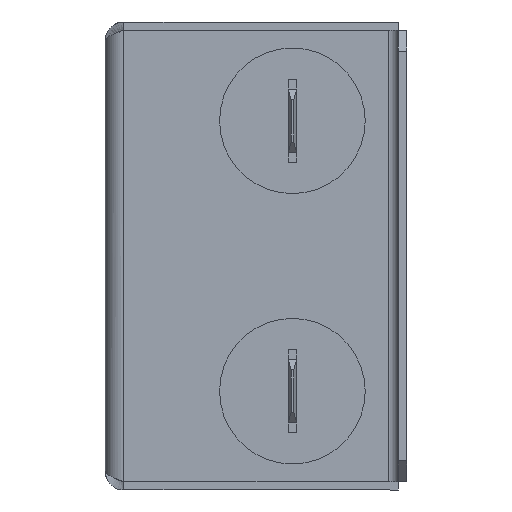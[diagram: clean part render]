
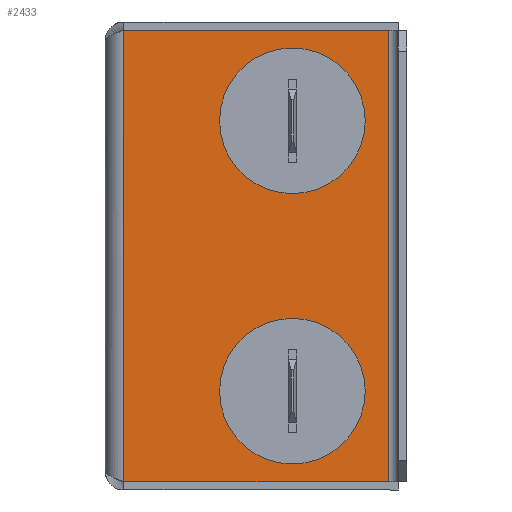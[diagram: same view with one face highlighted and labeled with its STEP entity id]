
A CAD part, left-side view. The second image highlights one B-rep face of the part: STEP entity #2433.
In plain terms, the highlighted planar face has unit normal (-1, 0, 0).
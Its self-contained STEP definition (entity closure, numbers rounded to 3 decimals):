
#76 = ORIENTED_EDGE ( 'NONE', *, *, #3921, .F. ) ;
#226 = CARTESIAN_POINT ( 'NONE',  ( -25., -18., 20. ) ) ;
#246 = CARTESIAN_POINT ( 'NONE',  ( -25., -27.2, -21.699 ) ) ;
#409 = CIRCLE ( 'NONE', #3125, 7. ) ;
#470 = CARTESIAN_POINT ( 'NONE',  ( -25., 0., 21.699 ) ) ;
#479 = DIRECTION ( 'NONE',  ( 0., -1., 0. ) ) ;
#490 = FACE_BOUND ( 'NONE', #3724, .T. ) ;
#549 = CARTESIAN_POINT ( 'NONE',  ( -25., -18., -13. ) ) ;
#550 = VERTEX_POINT ( 'NONE', #226 ) ;
#583 = VERTEX_POINT ( 'NONE', #246 ) ;
#594 = CARTESIAN_POINT ( 'NONE',  ( -25., -18., 6. ) ) ;
#625 = DIRECTION ( 'NONE',  ( 0., 0., -1. ) ) ;
#736 = ORIENTED_EDGE ( 'NONE', *, *, #2788, .F. ) ;
#738 = AXIS2_PLACEMENT_3D ( 'NONE', #4758, #2836, #2114 ) ;
#899 = VERTEX_POINT ( 'NONE', #2315 ) ;
#950 = DIRECTION ( 'NONE',  ( -1., 0., 0. ) ) ;
#1187 = EDGE_CURVE ( 'Defeature ausgef�hrt2_8+Defeature ausgef�hrt2_18+Defeature ausgef�hrt2_7+Defeature ausgef�hrt2_10', #3295, #899, #2096, .T. ) ;
#1221 = DIRECTION ( 'NONE',  ( 0., 1., 0. ) ) ;
#1338 = VERTEX_POINT ( 'NONE', #3120 ) ;
#1361 = LINE ( 'NONE', #4457, #1945 ) ;
#1397 = DIRECTION ( 'NONE',  ( -1., 0., 0. ) ) ;
#1408 = CIRCLE ( 'NONE', #1789, 7. ) ;
#1412 = ORIENTED_EDGE ( 'NONE', *, *, #4927, .F. ) ;
#1512 = CARTESIAN_POINT ( 'NONE',  ( -25., -1.8, 0. ) ) ;
#1610 = CARTESIAN_POINT ( 'NONE',  ( -25., -18., -13. ) ) ;
#1612 = EDGE_LOOP ( 'NONE', ( #2066, #4162 ) ) ;
#1627 = DIRECTION ( 'NONE',  ( 0., 0., -1. ) ) ;
#1703 = VERTEX_POINT ( 'NONE', #594 ) ;
#1782 = VECTOR ( 'NONE', #4278, 1000. ) ;
#1789 = AXIS2_PLACEMENT_3D ( 'NONE', #1610, #4320, #479 ) ;
#1810 = DIRECTION ( 'NONE',  ( 0., -1., 0. ) ) ;
#1945 = VECTOR ( 'NONE', #625, 1000. ) ;
#2066 = ORIENTED_EDGE ( 'NONE', *, *, #4255, .F. ) ;
#2095 = DIRECTION ( 'NONE',  ( 0., -1., 0. ) ) ;
#2096 = LINE ( 'NONE', #1512, #4191 ) ;
#2114 = DIRECTION ( 'NONE',  ( 0., -1., 0. ) ) ;
#2288 = ORIENTED_EDGE ( 'NONE', *, *, #1187, .T. ) ;
#2315 = CARTESIAN_POINT ( 'NONE',  ( -25., -1.8, -21.699 ) ) ;
#2356 = CIRCLE ( 'NONE', #738, 7. ) ;
#2420 = CARTESIAN_POINT ( 'NONE',  ( -25., -18., -6. ) ) ;
#2425 = LINE ( 'NONE', #470, #1782 ) ;
#2433 = ADVANCED_FACE ( 'Defeature ausgef�hrt2_8', ( #490, #5014, #4951 ), #4441, .T. ) ;
#2483 = DIRECTION ( 'NONE',  ( -1., 0., 0. ) ) ;
#2778 = CIRCLE ( 'NONE', #4969, 7. ) ;
#2788 = EDGE_CURVE ( 'Defeature ausgef�hrt2_118+Defeature ausgef�hrt2_8+Defeature ausgef�hrt2_8+Defeature ausgef�hrt2_8', #1338, #3993, #1408, .T. ) ;
#2836 = DIRECTION ( 'NONE',  ( -1., 0., 0. ) ) ;
#2982 = EDGE_CURVE ( 'Defeature ausgef�hrt2_118+Defeature ausgef�hrt2_8+Defeature ausgef�hrt2_8+Defeature ausgef�hrt2_8', #3993, #1338, #409, .T. ) ;
#3001 = VECTOR ( 'NONE', #1221, 1000. ) ;
#3111 = CARTESIAN_POINT ( 'NONE',  ( -25., -1.8, 21.699 ) ) ;
#3120 = CARTESIAN_POINT ( 'NONE',  ( -25., -18., -20. ) ) ;
#3125 = AXIS2_PLACEMENT_3D ( 'NONE', #549, #2483, #4357 ) ;
#3156 = EDGE_LOOP ( 'NONE', ( #76, #1412, #3325, #2288 ) ) ;
#3244 = CARTESIAN_POINT ( 'NONE',  ( -25., -18., 13. ) ) ;
#3295 = VERTEX_POINT ( 'NONE', #3111 ) ;
#3325 = ORIENTED_EDGE ( 'NONE', *, *, #4723, .T. ) ;
#3432 = VERTEX_POINT ( 'NONE', #4363 ) ;
#3681 = CARTESIAN_POINT ( 'NONE',  ( -25., 0., 0. ) ) ;
#3724 = EDGE_LOOP ( 'NONE', ( #736, #4924 ) ) ;
#3921 = EDGE_CURVE ( 'Defeature ausgef�hrt2_10+Defeature ausgef�hrt2_8+Defeature ausgef�hrt2_49+Defeature ausgef�hrt2_17', #583, #899, #4307, .T. ) ;
#3993 = VERTEX_POINT ( 'NONE', #2420 ) ;
#4162 = ORIENTED_EDGE ( 'NONE', *, *, #4297, .F. ) ;
#4191 = VECTOR ( 'NONE', #1627, 1000. ) ;
#4255 = EDGE_CURVE ( 'Defeature ausgef�hrt2_116+Defeature ausgef�hrt2_8+Defeature ausgef�hrt2_8+Defeature ausgef�hrt2_8', #1703, #550, #2356, .T. ) ;
#4278 = DIRECTION ( 'NONE',  ( 0., 1., 0. ) ) ;
#4297 = EDGE_CURVE ( 'Defeature ausgef�hrt2_116+Defeature ausgef�hrt2_8+Defeature ausgef�hrt2_8+Defeature ausgef�hrt2_8', #550, #1703, #2778, .T. ) ;
#4307 = LINE ( 'NONE', #4697, #3001 ) ;
#4320 = DIRECTION ( 'NONE',  ( -1., 0., 0. ) ) ;
#4357 = DIRECTION ( 'NONE',  ( 0., -1., 0. ) ) ;
#4363 = CARTESIAN_POINT ( 'NONE',  ( -25., -27.2, 21.699 ) ) ;
#4441 = PLANE ( 'NONE',  #4682 ) ;
#4457 = CARTESIAN_POINT ( 'NONE',  ( -25., -27.2, 21.699 ) ) ;
#4682 = AXIS2_PLACEMENT_3D ( 'NONE', #3681, #1397, #1810 ) ;
#4697 = CARTESIAN_POINT ( 'NONE',  ( -25., -0.8, -21.699 ) ) ;
#4723 = EDGE_CURVE ( 'Defeature ausgef�hrt2_8+Defeature ausgef�hrt2_7+Defeature ausgef�hrt2_52+Defeature ausgef�hrt2_18', #3432, #3295, #2425, .T. ) ;
#4758 = CARTESIAN_POINT ( 'NONE',  ( -25., -18., 13. ) ) ;
#4924 = ORIENTED_EDGE ( 'NONE', *, *, #2982, .F. ) ;
#4927 = EDGE_CURVE ( 'Defeature ausgef�hrt2_52+Defeature ausgef�hrt2_8+Defeature ausgef�hrt2_50+Defeature ausgef�hrt2_49', #3432, #583, #1361, .T. ) ;
#4951 = FACE_OUTER_BOUND ( 'NONE', #3156, .T. ) ;
#4969 = AXIS2_PLACEMENT_3D ( 'NONE', #3244, #950, #2095 ) ;
#5014 = FACE_BOUND ( 'NONE', #1612, .T. ) ;
